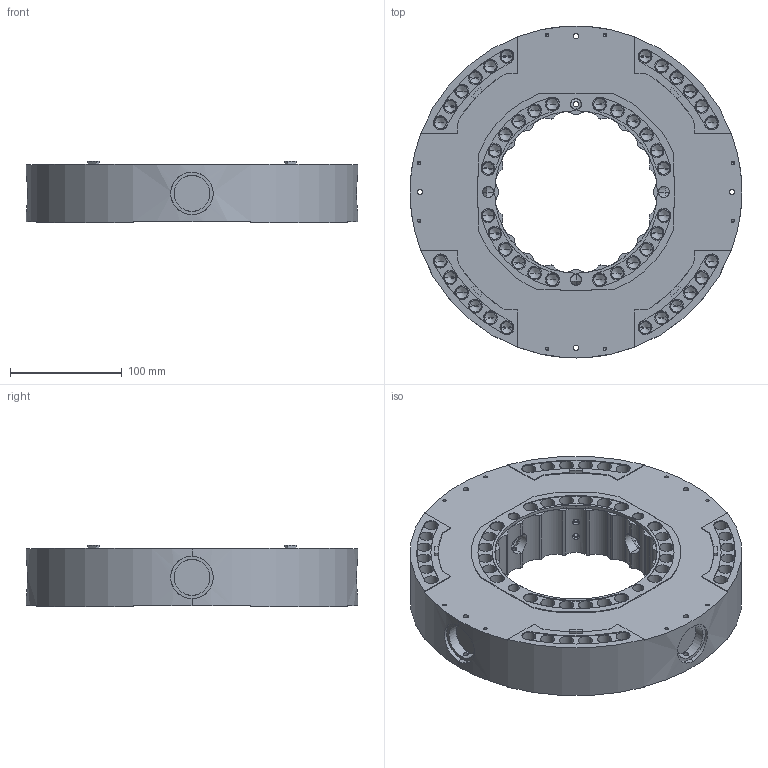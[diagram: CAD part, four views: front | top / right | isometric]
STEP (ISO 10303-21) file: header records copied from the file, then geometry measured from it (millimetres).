
FILE_DESCRIPTION (( 'STEP AP203' ), '1' );
FILE_NAME ('100-363-715.step', '2017-11-07T13:49:37', ( 'vollmer' ), ( '' ), 'SwSTEP 2.0', 'SolidWorks 2016', '' );
FILE_SCHEMA (( 'CONFIG_CONTROL_DESIGN' ));
Length unit declared in the file: inch
Products named in the file (1): 100-363-715
Bounding box: 297.69 x 297.69 x 55.12 mm (x, y, z)
Volume: 2407045.5 mm3; surface area: 290074.5 mm2
Topology: 1 solids, 1 shells, 1106 faces, 2679 edges, 1651 vertices
Faces by surface type: cylinder 665, plane 257, cone 160, bspline 24
Entity records: 34150 total; most frequent: CARTESIAN_POINT 8175, DIRECTION 5801, ORIENTED_EDGE 5070, EDGE_CURVE 2535, AXIS2_PLACEMENT_3D 2357, VERTEX_POINT 1651, EDGE_LOOP 1354, CIRCLE 1274
